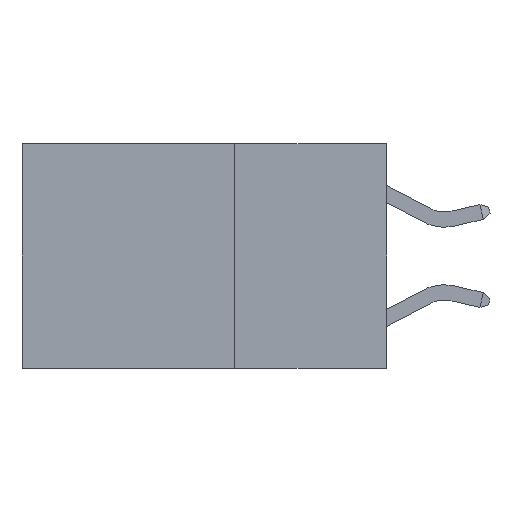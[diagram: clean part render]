
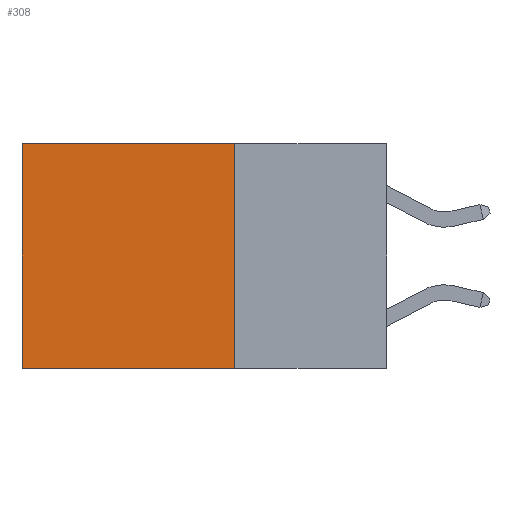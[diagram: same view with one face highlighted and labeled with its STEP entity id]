
A CAD part, left-side view. The second image highlights one B-rep face of the part: STEP entity #308.
In plain terms, the highlighted planar face has unit normal (-1, 0, 0).
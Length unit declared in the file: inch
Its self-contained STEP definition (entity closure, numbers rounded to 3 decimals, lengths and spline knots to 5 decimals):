
#132 = ORIENTED_EDGE ( 'NONE', *, *, #2465, .F. ) ;
#308 = ADVANCED_FACE ( 'NONE', ( #8949 ), #2758, .F. ) ;
#540 = LINE ( 'NONE', #1233, #6543 ) ;
#556 = VERTEX_POINT ( 'NONE', #4290 ) ;
#853 = VERTEX_POINT ( 'NONE', #1695 ) ;
#1233 = CARTESIAN_POINT ( 'NONE',  ( 0.2625, 0.25, -0.37 ) ) ;
#1481 = EDGE_CURVE ( 'NONE', #9368, #853, #9675, .T. ) ;
#1695 = CARTESIAN_POINT ( 'NONE',  ( 0.2625, 0.6, -0.37 ) ) ;
#1743 = VECTOR ( 'NONE', #2234, 39.37008 ) ;
#2234 = DIRECTION ( 'NONE',  ( 0., 0., -1. ) ) ;
#2360 = CARTESIAN_POINT ( 'NONE',  ( 0.2625, 0.6, 0. ) ) ;
#2465 = EDGE_CURVE ( 'NONE', #556, #853, #540, .T. ) ;
#2494 = EDGE_LOOP ( 'NONE', ( #8262, #132, #6374, #2696 ) ) ;
#2696 = ORIENTED_EDGE ( 'NONE', *, *, #7918, .T. ) ;
#2758 = PLANE ( 'NONE',  #6759 ) ;
#2915 = VECTOR ( 'NONE', #6930, 39.37008 ) ;
#3044 = CARTESIAN_POINT ( 'NONE',  ( 0.2625, 0.25, 0. ) ) ;
#3193 = EDGE_CURVE ( 'NONE', #8366, #556, #3823, .T. ) ;
#3542 = CARTESIAN_POINT ( 'NONE',  ( 0.2625, 0.25, 0. ) ) ;
#3823 = LINE ( 'NONE', #8509, #1743 ) ;
#4026 = DIRECTION ( 'NONE',  ( 0., 0., -1. ) ) ;
#4290 = CARTESIAN_POINT ( 'NONE',  ( 0.2625, 0.25, -0.37 ) ) ;
#4327 = DIRECTION ( 'NONE',  ( 0., 1., 0. ) ) ;
#4997 = LINE ( 'NONE', #8494, #2915 ) ;
#6374 = ORIENTED_EDGE ( 'NONE', *, *, #3193, .F. ) ;
#6543 = VECTOR ( 'NONE', #4327, 39.37008 ) ;
#6759 = AXIS2_PLACEMENT_3D ( 'NONE', #3044, #7782, #8842 ) ;
#6930 = DIRECTION ( 'NONE',  ( 0., 1., 0. ) ) ;
#7321 = VECTOR ( 'NONE', #4026, 39.37008 ) ;
#7782 = DIRECTION ( 'NONE',  ( 1., 0., 0. ) ) ;
#7918 = EDGE_CURVE ( 'NONE', #8366, #9368, #4997, .T. ) ;
#8262 = ORIENTED_EDGE ( 'NONE', *, *, #1481, .T. ) ;
#8366 = VERTEX_POINT ( 'NONE', #3542 ) ;
#8494 = CARTESIAN_POINT ( 'NONE',  ( 0.2625, 0.25, 0. ) ) ;
#8509 = CARTESIAN_POINT ( 'NONE',  ( 0.2625, 0.25, 0. ) ) ;
#8842 = DIRECTION ( 'NONE',  ( 0., 0., -1. ) ) ;
#8949 = FACE_OUTER_BOUND ( 'NONE', #2494, .T. ) ;
#9341 = CARTESIAN_POINT ( 'NONE',  ( 0.2625, 0.6, 0. ) ) ;
#9368 = VERTEX_POINT ( 'NONE', #2360 ) ;
#9675 = LINE ( 'NONE', #9341, #7321 ) ;
